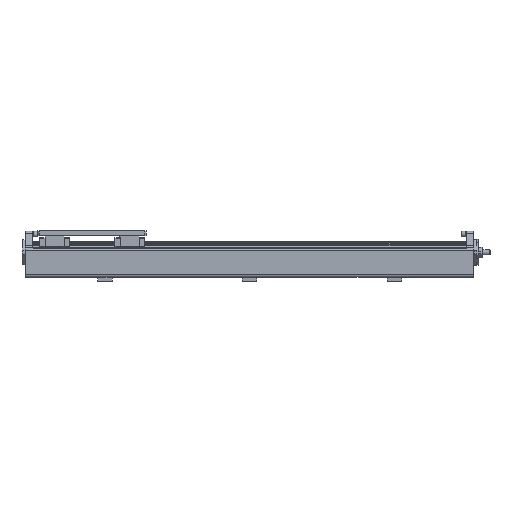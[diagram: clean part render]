
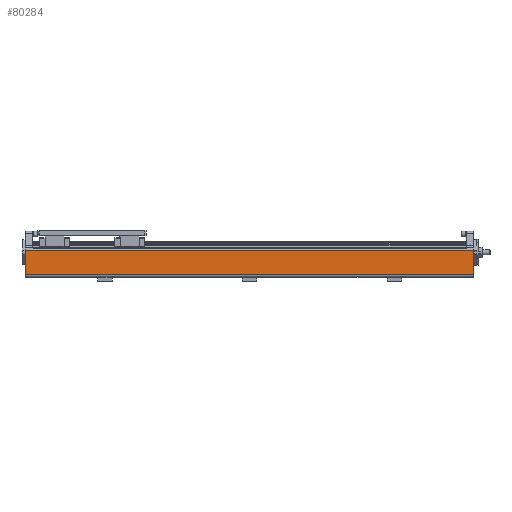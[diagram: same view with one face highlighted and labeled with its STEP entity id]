
A CAD part, left-side view. The second image highlights one B-rep face of the part: STEP entity #80284.
In plain terms, the highlighted planar face has unit normal (-1, 0, 0).
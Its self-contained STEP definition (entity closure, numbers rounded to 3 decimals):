
#4007=CARTESIAN_POINT('',(31.994,85.,90.532));
#4008=VERTEX_POINT('',#4007);
#4015=CARTESIAN_POINT('',(31.994,85.,40.532));
#4016=VERTEX_POINT('',#4015);
#4017=CARTESIAN_POINT('',(31.994,85.,40.532));
#4018=DIRECTION('',(0.0,0.0,1.0));
#4019=VECTOR('',#4018,50.);
#4020=LINE('',#4017,#4019);
#4021=EDGE_CURVE('',#4016,#4008,#4020,.T.);
#5663=CARTESIAN_POINT('',(31.994,1015.,90.532));
#5664=VERTEX_POINT('',#5663);
#5780=CARTESIAN_POINT('',(31.994,1015.,40.532));
#5781=VERTEX_POINT('',#5780);
#5789=CARTESIAN_POINT('',(31.994,1015.,90.532));
#5790=DIRECTION('',(0.0,0.0,-1.0));
#5791=VECTOR('',#5790,50.);
#5792=LINE('',#5789,#5791);
#5793=EDGE_CURVE('',#5664,#5781,#5792,.T.);
#6358=CARTESIAN_POINT('',(31.994,100.,89.732));
#6359=VERTEX_POINT('',#6358);
#6369=CARTESIAN_POINT('',(31.994,100.,90.532));
#6370=VERTEX_POINT('',#6369);
#6371=CARTESIAN_POINT('',(31.994,100.,90.532));
#6372=DIRECTION('',(0.,0.,-1.0));
#6373=VECTOR('',#6372,0.8);
#6374=LINE('',#6371,#6373);
#6375=EDGE_CURVE('',#6370,#6359,#6374,.T.);
#73257=CARTESIAN_POINT('',(31.994,1000.,89.732));
#73258=VERTEX_POINT('',#73257);
#73266=CARTESIAN_POINT('',(31.994,1000.,90.532));
#73267=VERTEX_POINT('',#73266);
#73274=CARTESIAN_POINT('',(31.994,1000.,89.732));
#73275=DIRECTION('',(0.,0.0,1.0));
#73276=VECTOR('',#73275,0.8);
#73277=LINE('',#73274,#73276);
#73278=EDGE_CURVE('',#73258,#73267,#73277,.T.);
#78895=CARTESIAN_POINT('',(31.994,100.,90.532));
#78896=DIRECTION('',(0.0,-1.0,0.0));
#78897=VECTOR('',#78896,15.0);
#78898=LINE('',#78895,#78897);
#78899=EDGE_CURVE('',#6370,#4008,#78898,.T.);
#78920=CARTESIAN_POINT('',(31.994,1015.,90.532));
#78921=DIRECTION('',(0.0,-1.0,0.0));
#78922=VECTOR('',#78921,15.0);
#78923=LINE('',#78920,#78922);
#78924=EDGE_CURVE('',#5664,#73267,#78923,.T.);
#78954=CARTESIAN_POINT('',(31.994,1000.,89.732));
#78955=DIRECTION('',(0.0,-1.0,0.0));
#78956=VECTOR('',#78955,900.0);
#78957=LINE('',#78954,#78956);
#78958=EDGE_CURVE('',#73258,#6359,#78957,.T.);
#80264=CARTESIAN_POINT('',(31.994,1002.5,34.532));
#80265=DIRECTION('',(-1.0,0.0,0.0));
#80266=DIRECTION('',(0.0,-1.0,0.0));
#80267=AXIS2_PLACEMENT_3D('',#80264,#80265,#80266);
#80268=PLANE('',#80267);
#80269=CARTESIAN_POINT('',(31.994,85.,40.532));
#80270=DIRECTION('',(0.0,1.0,0.0));
#80271=VECTOR('',#80270,930.);
#80272=LINE('',#80269,#80271);
#80273=EDGE_CURVE('',#4016,#5781,#80272,.T.);
#80274=ORIENTED_EDGE('',*,*,#80273,.F.);
#80275=ORIENTED_EDGE('',*,*,#4021,.T.);
#80276=ORIENTED_EDGE('',*,*,#78899,.F.);
#80277=ORIENTED_EDGE('',*,*,#6375,.T.);
#80278=ORIENTED_EDGE('',*,*,#78958,.F.);
#80279=ORIENTED_EDGE('',*,*,#73278,.T.);
#80280=ORIENTED_EDGE('',*,*,#78924,.F.);
#80281=ORIENTED_EDGE('',*,*,#5793,.T.);
#80282=EDGE_LOOP('',(#80274,#80275,#80276,#80277,#80278,#80279,#80280,#80281));
#80283=FACE_OUTER_BOUND('',#80282,.T.);
#80284=ADVANCED_FACE('',(#80283),#80268,.T.);
